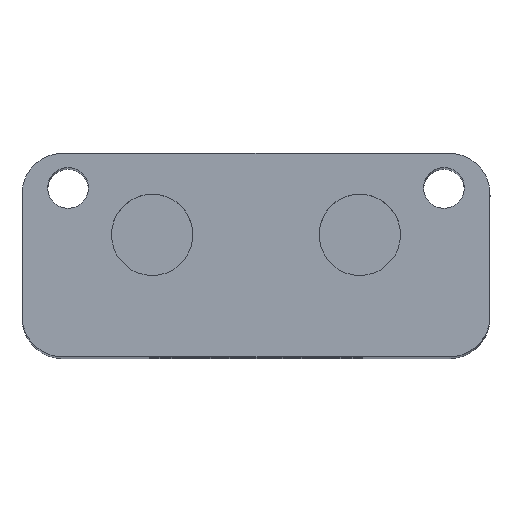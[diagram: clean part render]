
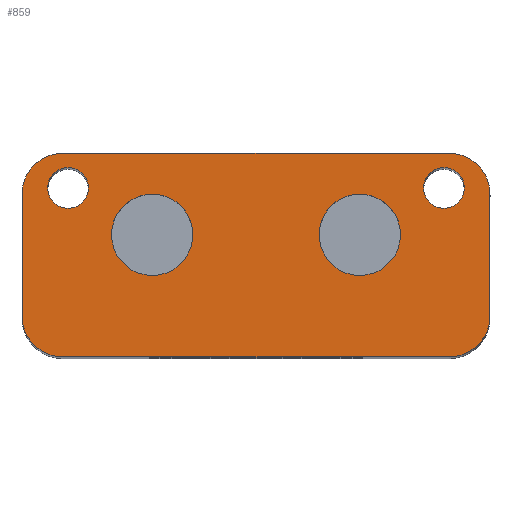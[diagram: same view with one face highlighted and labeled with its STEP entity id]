
A CAD part, top view. The second image highlights one B-rep face of the part: STEP entity #859.
In plain terms, the highlighted planar face has unit normal (0, 0, 1).
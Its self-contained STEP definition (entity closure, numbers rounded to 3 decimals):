
#24=FACE_BOUND('',#175,.T.);
#25=FACE_BOUND('',#176,.T.);
#26=FACE_BOUND('',#177,.T.);
#27=FACE_BOUND('',#178,.T.);
#38=PLANE('',#984);
#122=FACE_OUTER_BOUND('',#174,.T.);
#174=EDGE_LOOP('',(#715,#716,#717,#718,#719,#720,#721,#722));
#175=EDGE_LOOP('',(#723));
#176=EDGE_LOOP('',(#724));
#177=EDGE_LOOP('',(#725));
#178=EDGE_LOOP('',(#726));
#225=LINE('',#1412,#291);
#230=LINE('',#1428,#296);
#233=LINE('',#1436,#299);
#239=LINE('',#1468,#305);
#291=VECTOR('',#1147,10.);
#296=VECTOR('',#1162,10.);
#299=VECTOR('',#1171,10.);
#305=VECTOR('',#1215,10.);
#328=CIRCLE('',#906,2.);
#330=CIRCLE('',#909,2.);
#358=CIRCLE('',#956,2.);
#361=CIRCLE('',#961,2.);
#362=CIRCLE('',#964,2.);
#363=CIRCLE('',#967,2.);
#364=CIRCLE('',#969,1.);
#365=CIRCLE('',#971,1.);
#376=VERTEX_POINT('',#1287);
#378=VERTEX_POINT('',#1293);
#417=VERTEX_POINT('',#1404);
#418=VERTEX_POINT('',#1406);
#419=VERTEX_POINT('',#1410);
#424=VERTEX_POINT('',#1422);
#425=VERTEX_POINT('',#1426);
#426=VERTEX_POINT('',#1430);
#427=VERTEX_POINT('',#1432);
#428=VERTEX_POINT('',#1438);
#429=VERTEX_POINT('',#1442);
#430=VERTEX_POINT('',#1446);
#450=EDGE_CURVE('',#376,#376,#328,.T.);
#453=EDGE_CURVE('',#378,#378,#330,.T.);
#509=EDGE_CURVE('',#417,#418,#358,.T.);
#512=EDGE_CURVE('',#417,#419,#225,.T.);
#518=EDGE_CURVE('',#424,#419,#361,.T.);
#520=EDGE_CURVE('',#424,#425,#230,.T.);
#522=EDGE_CURVE('',#426,#427,#362,.T.);
#524=EDGE_CURVE('',#426,#418,#233,.T.);
#526=EDGE_CURVE('',#428,#425,#363,.T.);
#528=EDGE_CURVE('',#429,#429,#364,.T.);
#530=EDGE_CURVE('',#430,#430,#365,.T.);
#539=EDGE_CURVE('',#427,#428,#239,.T.);
#715=ORIENTED_EDGE('',*,*,#509,.F.);
#716=ORIENTED_EDGE('',*,*,#512,.T.);
#717=ORIENTED_EDGE('',*,*,#518,.F.);
#718=ORIENTED_EDGE('',*,*,#520,.T.);
#719=ORIENTED_EDGE('',*,*,#526,.F.);
#720=ORIENTED_EDGE('',*,*,#539,.F.);
#721=ORIENTED_EDGE('',*,*,#522,.F.);
#722=ORIENTED_EDGE('',*,*,#524,.T.);
#723=ORIENTED_EDGE('',*,*,#450,.T.);
#724=ORIENTED_EDGE('',*,*,#453,.T.);
#725=ORIENTED_EDGE('',*,*,#528,.T.);
#726=ORIENTED_EDGE('',*,*,#530,.T.);
#859=ADVANCED_FACE('',(#122,#24,#25,#26,#27),#38,.T.);
#906=AXIS2_PLACEMENT_3D('',#1288,#1014,#1015);
#909=AXIS2_PLACEMENT_3D('',#1294,#1021,#1022);
#956=AXIS2_PLACEMENT_3D('',#1407,#1141,#1142);
#961=AXIS2_PLACEMENT_3D('',#1424,#1157,#1158);
#964=AXIS2_PLACEMENT_3D('',#1433,#1166,#1167);
#967=AXIS2_PLACEMENT_3D('',#1440,#1175,#1176);
#969=AXIS2_PLACEMENT_3D('',#1444,#1180,#1181);
#971=AXIS2_PLACEMENT_3D('',#1448,#1185,#1186);
#984=AXIS2_PLACEMENT_3D('',#1467,#1213,#1214);
#1014=DIRECTION('center_axis',(0.,0.,-1.));
#1015=DIRECTION('ref_axis',(-1.,0.,0.));
#1021=DIRECTION('center_axis',(0.,0.,-1.));
#1022=DIRECTION('ref_axis',(-1.,0.,0.));
#1141=DIRECTION('center_axis',(0.,0.,-1.));
#1142=DIRECTION('ref_axis',(-0.707,-0.707,0.));
#1147=DIRECTION('',(1.,0.,0.));
#1157=DIRECTION('center_axis',(0.,0.,-1.));
#1158=DIRECTION('ref_axis',(0.707,-0.707,0.));
#1162=DIRECTION('',(0.,1.,0.));
#1166=DIRECTION('center_axis',(0.,0.,-1.));
#1167=DIRECTION('ref_axis',(-0.707,0.707,0.));
#1171=DIRECTION('',(0.,-1.,0.));
#1175=DIRECTION('center_axis',(0.,0.,-1.));
#1176=DIRECTION('ref_axis',(0.707,0.707,0.));
#1180=DIRECTION('center_axis',(0.,0.,-1.));
#1181=DIRECTION('ref_axis',(-1.,0.,0.));
#1185=DIRECTION('center_axis',(0.,0.,-1.));
#1186=DIRECTION('ref_axis',(-1.,0.,0.));
#1213=DIRECTION('center_axis',(0.,0.,1.));
#1214=DIRECTION('ref_axis',(1.,0.,0.));
#1215=DIRECTION('',(1.,0.,0.));
#1287=CARTESIAN_POINT('',(7.1,-24.5,0.));
#1288=CARTESIAN_POINT('Origin',(5.1,-24.5,0.));
#1293=CARTESIAN_POINT('',(-3.1,-24.5,0.));
#1294=CARTESIAN_POINT('Origin',(-5.1,-24.5,0.));
#1404=CARTESIAN_POINT('',(-9.5,-30.5,0.));
#1406=CARTESIAN_POINT('',(-11.5,-28.5,0.));
#1407=CARTESIAN_POINT('Origin',(-9.5,-28.5,0.));
#1410=CARTESIAN_POINT('',(9.5,-30.5,0.));
#1412=CARTESIAN_POINT('',(8.5,-30.5,0.));
#1422=CARTESIAN_POINT('',(11.5,-28.5,0.));
#1424=CARTESIAN_POINT('Origin',(9.5,-28.5,0.));
#1426=CARTESIAN_POINT('',(11.5,-22.5,0.));
#1428=CARTESIAN_POINT('',(11.5,-30.5,0.));
#1430=CARTESIAN_POINT('',(-11.5,-22.5,0.));
#1432=CARTESIAN_POINT('',(-9.5,-20.5,0.));
#1433=CARTESIAN_POINT('Origin',(-9.5,-22.5,0.));
#1436=CARTESIAN_POINT('',(-11.5,-20.5,0.));
#1438=CARTESIAN_POINT('',(9.5,-20.5,0.));
#1440=CARTESIAN_POINT('Origin',(9.5,-22.5,0.));
#1442=CARTESIAN_POINT('',(10.237,-22.197,0.));
#1444=CARTESIAN_POINT('Origin',(9.237,-22.197,0.));
#1446=CARTESIAN_POINT('',(-8.237,-22.197,0.));
#1448=CARTESIAN_POINT('Origin',(-9.237,-22.197,0.));
#1467=CARTESIAN_POINT('Origin',(-5.,-25.5,0.));
#1468=CARTESIAN_POINT('',(5.1,-20.5,0.));
